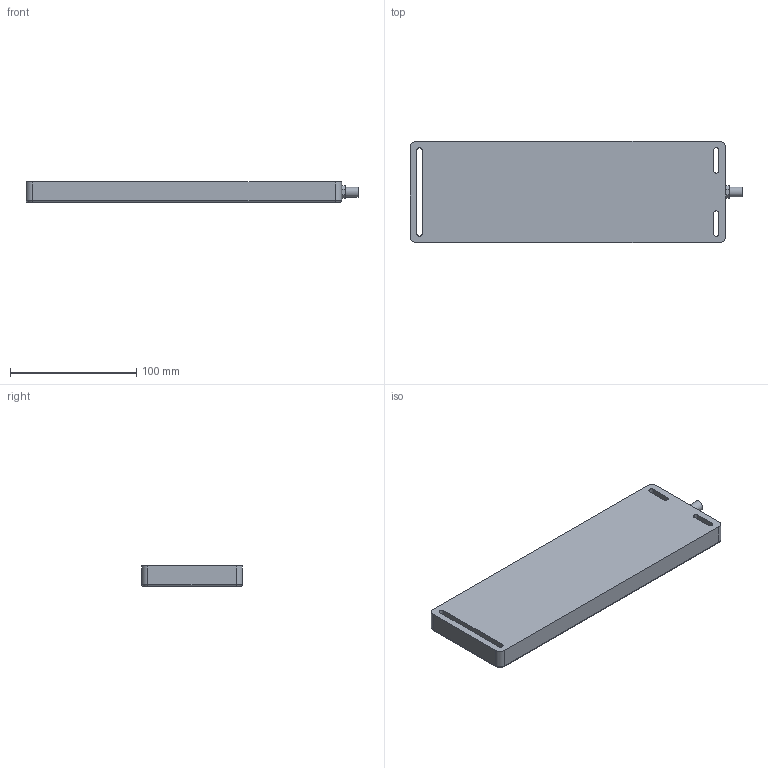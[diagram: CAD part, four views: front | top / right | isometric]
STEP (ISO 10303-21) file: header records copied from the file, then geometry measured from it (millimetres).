
FILE_DESCRIPTION(/* description */ ('Alibre Inc.'),/* implementation_level */ '2;1');
FILE_NAME(/* name */ 'export0',/* time_stamp */ '2016-04-04T10:08:27+02:00',/* author */ (''),/* organization */ (''),/* preprocessor_version */ 'ST-DEVELOPER v14',/* originating_system */ 'Alibre',/* authorisation */ '');
FILE_SCHEMA (('CONFIG_CONTROL_DESIGN'));
Length unit declared in the file: centimetre
Products named in the file (1): ID_1
Bounding box: 263 x 80 x 16 mm (x, y, z)
Volume: 308397.5 mm3; surface area: 55476.7 mm2
Topology: 1 solids, 1 shells, 102 faces, 259 edges, 170 vertices
Faces by surface type: plane 55, cylinder 43, torus 4
Full cylindrical faces by diameter (mm): 1 x4, 7.8 x1
Entity records: 3100 total; most frequent: CARTESIAN_POINT 525, ORIENTED_EDGE 508, DIRECTION 490, EDGE_CURVE 254, AXIS2_PLACEMENT_3D 193, VERTEX_POINT 170, VECTOR 162, LINE 162
